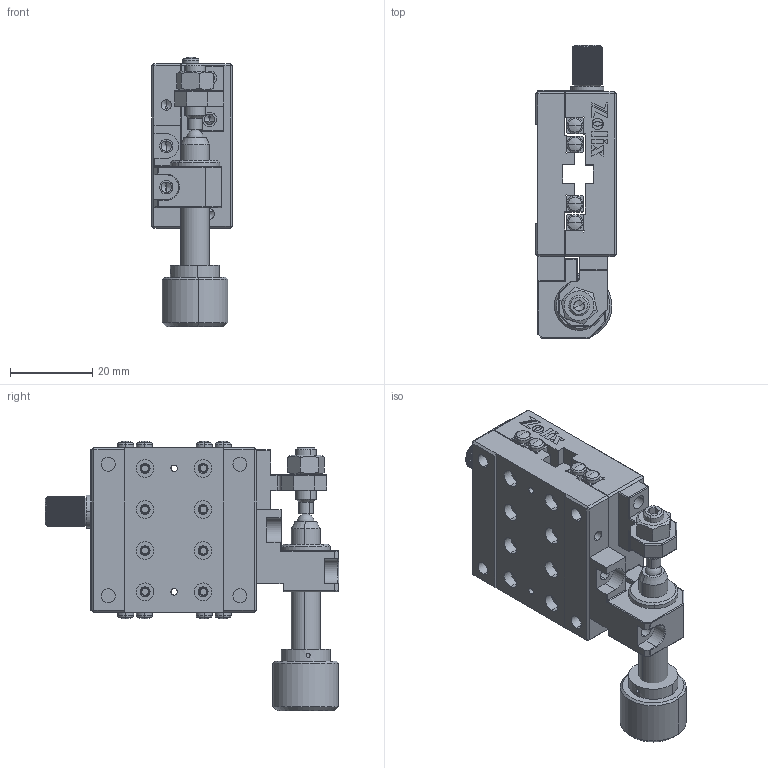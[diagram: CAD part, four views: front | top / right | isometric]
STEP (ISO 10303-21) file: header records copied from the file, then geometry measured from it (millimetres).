
FILE_DESCRIPTION (( 'STEP AP203' ), '1' );
FILE_NAME ('SK13-40SL.step', '2019-05-08T07:32:48', ( '' ), ( '' ), 'SwSTEP 2.0', 'SolidWorks 2017', '' );
FILE_SCHEMA (( 'CONFIG_CONTROL_DESIGN' ));
Length unit declared in the file: millimetre
Products named in the file (1): SK13-40SL
Bounding box: 19.5 x 71.3 x 65.53 mm (x, y, z)
Volume: 33712.6 mm3; surface area: 24192.6 mm2
Topology: 17 solids, 17 shells, 1268 faces, 3304 edges, 2059 vertices
Faces by surface type: cylinder 551, plane 496, cone 164, bspline 32, sphere 14, torus 11
Entity records: 39869 total; most frequent: CARTESIAN_POINT 9234, ORIENTED_EDGE 6470, DIRECTION 6170, EDGE_CURVE 3235, AXIS2_PLACEMENT_3D 2210, VERTEX_POINT 2056, VECTOR 1750, LINE 1750
